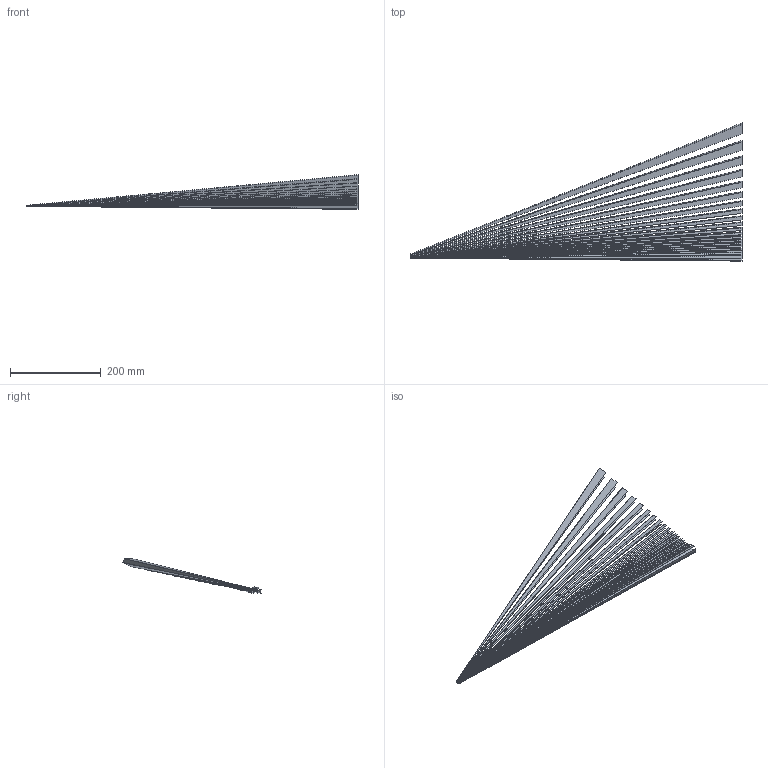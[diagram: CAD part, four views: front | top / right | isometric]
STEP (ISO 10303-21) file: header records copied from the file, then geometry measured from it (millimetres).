
FILE_DESCRIPTION(('FreeCAD Model'),'2;1');
FILE_NAME( 'block_15.step', '2021-06-02T11:44:26',('Author'),(''), 'Open CASCADE STEP processor 7.3','FreeCAD','Unknown');
FILE_SCHEMA(('AUTOMOTIVE_DESIGN { 1 0 10303 214 1 1 1 1 }'));
Length unit declared in the file: millimetre
Products named in the file (1): Part_15
Bounding box: 730 x 303.78 x 76.17 mm (x, y, z)
Volume: 53218.7 mm3; surface area: 368500.6 mm2
Topology: 8 solids, 8 shells, 296 faces, 841 edges, 560 vertices
Faces by surface type: plane 296
Entity records: 19574 total; most frequent: CARTESIAN_POINT 4222, DIRECTION 2275, ORIENTED_EDGE 1682, PCURVE 1682, DEFINITIONAL_REPRESENTATION 1682, LINE 1681, VECTOR 1681, B_SPLINE_CURVE_WITH_KNOTS 842
